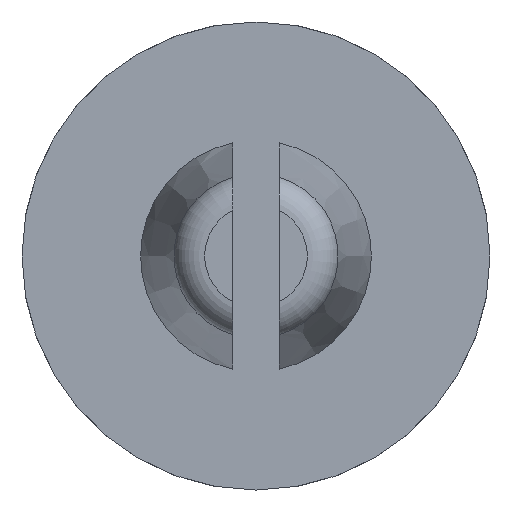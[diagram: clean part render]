
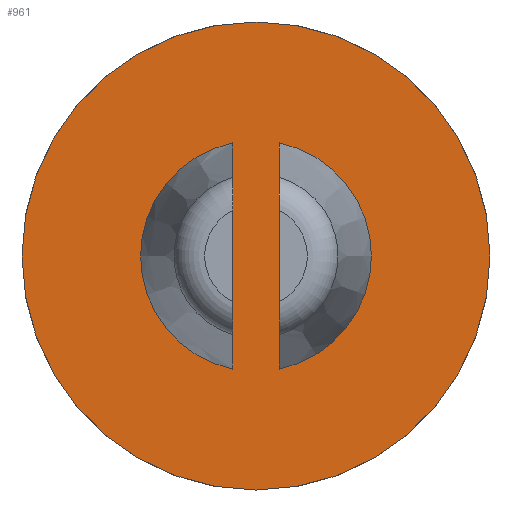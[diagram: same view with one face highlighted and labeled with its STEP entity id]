
A CAD part, left-side view. The second image highlights one B-rep face of the part: STEP entity #961.
In plain terms, the highlighted planar face has unit normal (-1, 0, 0).
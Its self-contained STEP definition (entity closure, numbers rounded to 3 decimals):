
#11 = EDGE_CURVE ( 'NONE', #72, #1452, #1045, .T. ) ;
#70 = DIRECTION ( 'NONE',  ( 0., 0., -1. ) ) ;
#72 = VERTEX_POINT ( 'NONE', #651 ) ;
#94 = LINE ( 'NONE', #1480, #692 ) ;
#146 = EDGE_LOOP ( 'NONE', ( #1273, #1285 ) ) ;
#150 = CARTESIAN_POINT ( 'NONE',  ( -593.578, 524.321, -1.213 ) ) ;
#156 = PLANE ( 'NONE',  #362 ) ;
#178 = CIRCLE ( 'NONE', #431, 1.25 ) ;
#213 = VERTEX_POINT ( 'NONE', #365 ) ;
#240 = DIRECTION ( 'NONE',  ( 0., 0., 1. ) ) ;
#262 = CARTESIAN_POINT ( 'NONE',  ( -593.578, 524.021, 0. ) ) ;
#277 = AXIS2_PLACEMENT_3D ( 'NONE', #262, #855, #630 ) ;
#290 = CIRCLE ( 'NONE', #817, 3. ) ;
#291 = AXIS2_PLACEMENT_3D ( 'NONE', #1310, #690, #345 ) ;
#345 = DIRECTION ( 'NONE',  ( 0., 0., 1. ) ) ;
#362 = AXIS2_PLACEMENT_3D ( 'NONE', #1293, #1199, #608 ) ;
#365 = CARTESIAN_POINT ( 'NONE',  ( -593.578, 523.721, -1.213 ) ) ;
#387 = CIRCLE ( 'NONE', #291, 1.25 ) ;
#421 = EDGE_CURVE ( 'NONE', #1314, #958, #290, .T. ) ;
#431 = AXIS2_PLACEMENT_3D ( 'NONE', #686, #1072, #240 ) ;
#498 = EDGE_LOOP ( 'NONE', ( #1162, #849 ) ) ;
#585 = CARTESIAN_POINT ( 'NONE',  ( -593.578, 524.021, -3. ) ) ;
#608 = DIRECTION ( 'NONE',  ( 0., 0., -1. ) ) ;
#620 = CARTESIAN_POINT ( 'NONE',  ( -593.578, 524.021, 0. ) ) ;
#630 = DIRECTION ( 'NONE',  ( 0., 0., 1. ) ) ;
#634 = ORIENTED_EDGE ( 'NONE', *, *, #1198, .T. ) ;
#641 = DIRECTION ( 'NONE',  ( 0., 0., -1. ) ) ;
#651 = CARTESIAN_POINT ( 'NONE',  ( -593.578, 524.321, 1.213 ) ) ;
#654 = EDGE_CURVE ( 'NONE', #689, #213, #94, .T. ) ;
#686 = CARTESIAN_POINT ( 'NONE',  ( -593.578, 524.021, 0. ) ) ;
#689 = VERTEX_POINT ( 'NONE', #1365 ) ;
#690 = DIRECTION ( 'NONE',  ( -1., 0., 0. ) ) ;
#692 = VECTOR ( 'NONE', #70, 1000. ) ;
#745 = DIRECTION ( 'NONE',  ( 0., 0., 1. ) ) ;
#749 = ORIENTED_EDGE ( 'NONE', *, *, #421, .T. ) ;
#817 = AXIS2_PLACEMENT_3D ( 'NONE', #620, #1224, #745 ) ;
#843 = CIRCLE ( 'NONE', #277, 3. ) ;
#849 = ORIENTED_EDGE ( 'NONE', *, *, #11, .T. ) ;
#855 = DIRECTION ( 'NONE',  ( -1., 0., 0. ) ) ;
#859 = CARTESIAN_POINT ( 'NONE',  ( -593.578, 524.321, 2.488 ) ) ;
#879 = EDGE_LOOP ( 'NONE', ( #749, #634 ) ) ;
#958 = VERTEX_POINT ( 'NONE', #585 ) ;
#961 = ADVANCED_FACE ( 'NONE', ( #1392, #1114, #1151 ), #156, .F. ) ;
#1042 = EDGE_CURVE ( 'NONE', #72, #1452, #387, .T. ) ;
#1045 = LINE ( 'NONE', #859, #1297 ) ;
#1054 = EDGE_CURVE ( 'NONE', #213, #689, #178, .T. ) ;
#1072 = DIRECTION ( 'NONE',  ( -1., 0., 0. ) ) ;
#1114 = FACE_BOUND ( 'NONE', #146, .T. ) ;
#1151 = FACE_OUTER_BOUND ( 'NONE', #879, .T. ) ;
#1162 = ORIENTED_EDGE ( 'NONE', *, *, #1042, .F. ) ;
#1198 = EDGE_CURVE ( 'NONE', #958, #1314, #843, .T. ) ;
#1199 = DIRECTION ( 'NONE',  ( 1., 0., 0. ) ) ;
#1224 = DIRECTION ( 'NONE',  ( -1., 0., 0. ) ) ;
#1269 = CARTESIAN_POINT ( 'NONE',  ( -593.578, 524.021, 3. ) ) ;
#1273 = ORIENTED_EDGE ( 'NONE', *, *, #654, .F. ) ;
#1285 = ORIENTED_EDGE ( 'NONE', *, *, #1054, .F. ) ;
#1293 = CARTESIAN_POINT ( 'NONE',  ( -593.578, 525.271, 0. ) ) ;
#1297 = VECTOR ( 'NONE', #641, 1000. ) ;
#1310 = CARTESIAN_POINT ( 'NONE',  ( -593.578, 524.021, 0. ) ) ;
#1314 = VERTEX_POINT ( 'NONE', #1269 ) ;
#1365 = CARTESIAN_POINT ( 'NONE',  ( -593.578, 523.721, 1.213 ) ) ;
#1392 = FACE_BOUND ( 'NONE', #498, .T. ) ;
#1452 = VERTEX_POINT ( 'NONE', #150 ) ;
#1480 = CARTESIAN_POINT ( 'NONE',  ( -593.578, 523.721, 2.488 ) ) ;
